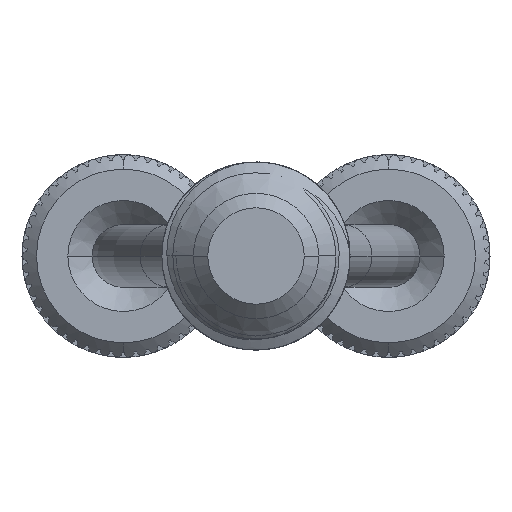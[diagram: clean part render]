
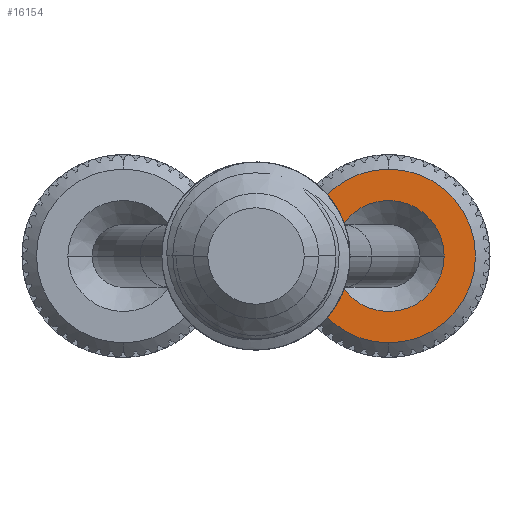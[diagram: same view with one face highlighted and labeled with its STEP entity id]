
A CAD part, left-side view. The second image highlights one B-rep face of the part: STEP entity #16154.
In plain terms, the highlighted planar face has unit normal (-1, 0, 0).
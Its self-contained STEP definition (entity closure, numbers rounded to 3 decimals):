
#10043=CARTESIAN_POINT('',(0.,0.,0.));
#10044=DIRECTION('',(1.,0.,0.));
#10045=DIRECTION('',(0.,0.,1.));
#10046=AXIS2_PLACEMENT_3D('',#10043,#10044,#10045);
#10048=CARTESIAN_POINT('',(0.,0.,0.));
#10049=DIRECTION('',(1.,0.,0.));
#10050=DIRECTION('',(0.,0.,-1.));
#10051=AXIS2_PLACEMENT_3D('',#10048,#10049,#10050);
#10053=CARTESIAN_POINT('',(0.,0.,0.));
#10054=DIRECTION('',(1.,0.,0.));
#10055=DIRECTION('',(0.,-1.,0.));
#10056=AXIS2_PLACEMENT_3D('',#10053,#10054,#10055);
#10058=CARTESIAN_POINT('',(0.,0.,0.));
#10059=DIRECTION('',(1.,0.,0.));
#10060=DIRECTION('',(0.,1.,0.));
#10061=AXIS2_PLACEMENT_3D('',#10058,#10059,#10060);
#13562=CARTESIAN_POINT('',(0.,0.,1.8));
#13563=CARTESIAN_POINT('',(0.,0.,-1.8));
#13564=VERTEX_POINT('',#13562);
#13565=VERTEX_POINT('',#13563);
#13824=CARTESIAN_POINT('',(0.,-1.15,0.));
#13825=CARTESIAN_POINT('',(0.,1.15,0.));
#13826=VERTEX_POINT('',#13824);
#13827=VERTEX_POINT('',#13825);
#16138=CARTESIAN_POINT('',(0.,0.,0.));
#16139=DIRECTION('',(1.,0.,0.));
#16140=DIRECTION('',(0.,-1.,0.));
#16141=AXIS2_PLACEMENT_3D('',#16138,#16139,#16140);
#16142=PLANE('',#16141);
#16144=ORIENTED_EDGE('',*,*,#16143,.T.);
#16146=ORIENTED_EDGE('',*,*,#16145,.T.);
#16147=EDGE_LOOP('',(#16144,#16146));
#16148=FACE_OUTER_BOUND('',#16147,.F.);
#16150=ORIENTED_EDGE('',*,*,#16149,.F.);
#16151=ORIENTED_EDGE('',*,*,#16128,.F.);
#16152=EDGE_LOOP('',(#16150,#16151));
#16153=FACE_BOUND('',#16152,.F.);
#10047=CIRCLE('',#10046,1.8);
#10052=CIRCLE('',#10051,1.8);
#10057=CIRCLE('',#10056,1.15);
#10062=CIRCLE('',#10061,1.15);
#16128=EDGE_CURVE('',#13827,#13826,#10062,.T.);
#16143=EDGE_CURVE('',#13564,#13565,#10047,.T.);
#16145=EDGE_CURVE('',#13565,#13564,#10052,.T.);
#16149=EDGE_CURVE('',#13826,#13827,#10057,.T.);
#16154=ADVANCED_FACE('',(#16148,#16153),#16142,.F.);
